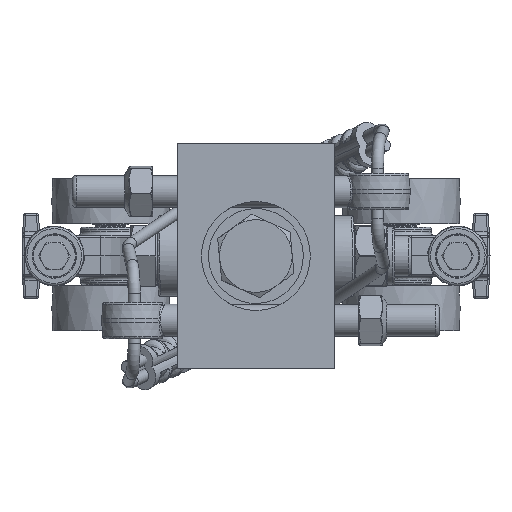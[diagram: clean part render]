
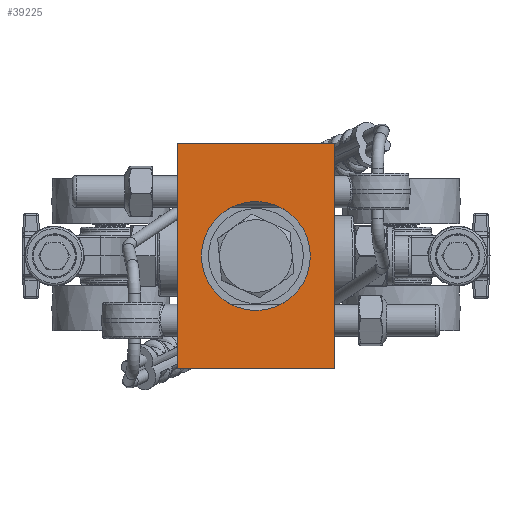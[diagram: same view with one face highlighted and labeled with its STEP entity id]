
A CAD part, front view. The second image highlights one B-rep face of the part: STEP entity #39225.
In plain terms, the highlighted planar face has unit normal (0, -1, 0).
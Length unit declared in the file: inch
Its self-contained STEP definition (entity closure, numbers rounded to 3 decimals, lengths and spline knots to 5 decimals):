
#38851=CARTESIAN_POINT('',(2.59375,0.0,0.0));
#38852=VERTEX_POINT('',#38851);
#38853=CARTESIAN_POINT('',(1.75,0.0,0.0));
#38854=DIRECTION('',(0.0,1.0,0.0));
#38855=DIRECTION('',(1.0,0.0,0.0));
#38856=AXIS2_PLACEMENT_3D('',#38853,#38854,#38855);
#38857=CIRCLE('',#38856,0.84375);
#38858=EDGE_CURVE('',#38852,#38852,#38857,.T.);
#39083=CARTESIAN_POINT('',(3.5,0.0,-1.21875));
#39084=VERTEX_POINT('',#39083);
#39093=CARTESIAN_POINT('',(0.0,0.0,-1.21875));
#39094=VERTEX_POINT('',#39093);
#39095=CARTESIAN_POINT('',(0.0,0.0,-1.21875));
#39096=DIRECTION('',(1.0,0.0,0.0));
#39097=VECTOR('',#39096,3.5);
#39098=LINE('',#39095,#39097);
#39099=EDGE_CURVE('',#39094,#39084,#39098,.T.);
#39129=CARTESIAN_POINT('',(0.0,0.0,1.21875));
#39130=VERTEX_POINT('',#39129);
#39146=CARTESIAN_POINT('',(0.0,0.0,1.21875));
#39147=DIRECTION('',(0.0,0.0,-1.0));
#39148=VECTOR('',#39147,2.4375);
#39149=LINE('',#39146,#39148);
#39150=EDGE_CURVE('',#39130,#39094,#39149,.T.);
#39187=CARTESIAN_POINT('',(3.5,0.0,1.21875));
#39188=VERTEX_POINT('',#39187);
#39195=CARTESIAN_POINT('',(3.5,0.0,-1.21875));
#39196=DIRECTION('',(0.0,0.0,1.0));
#39197=VECTOR('',#39196,2.4375);
#39198=LINE('',#39195,#39197);
#39199=EDGE_CURVE('',#39084,#39188,#39198,.T.);
#39206=CARTESIAN_POINT('',(3.5,0.0,0.0));
#39207=DIRECTION('',(0.0,-1.0,0.0));
#39208=DIRECTION('',(0.0,0.0,-1.0));
#39209=AXIS2_PLACEMENT_3D('',#39206,#39207,#39208);
#39210=PLANE('',#39209);
#39211=CARTESIAN_POINT('',(3.5,0.0,1.21875));
#39212=DIRECTION('',(-1.0,0.0,0.0));
#39213=VECTOR('',#39212,3.5);
#39214=LINE('',#39211,#39213);
#39215=EDGE_CURVE('',#39188,#39130,#39214,.T.);
#39216=ORIENTED_EDGE('',*,*,#39215,.T.);
#39217=ORIENTED_EDGE('',*,*,#39150,.T.);
#39218=ORIENTED_EDGE('',*,*,#39099,.T.);
#39219=ORIENTED_EDGE('',*,*,#39199,.T.);
#39220=EDGE_LOOP('',(#39216,#39217,#39218,#39219));
#39221=FACE_OUTER_BOUND('',#39220,.T.);
#39222=ORIENTED_EDGE('',*,*,#38858,.T.);
#39223=EDGE_LOOP('',(#39222));
#39224=FACE_BOUND('',#39223,.T.);
#39225=ADVANCED_FACE('',(#39221,#39224),#39210,.T.);
